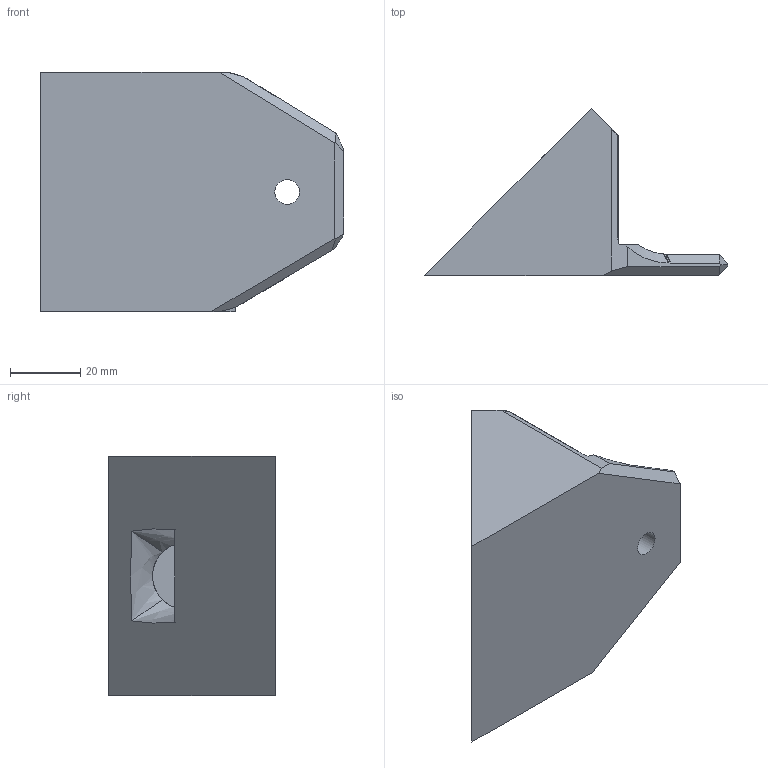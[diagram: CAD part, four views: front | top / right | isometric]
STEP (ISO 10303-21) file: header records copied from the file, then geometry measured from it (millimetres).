
FILE_DESCRIPTION(/* description */ (''),/* implementation_level */ '2;1');
FILE_NAME(/* name */ 'solar-panel-mount-v2.5.step',/* time_stamp */ '2023-05-04T14:56:37-04:00',/* author */ (''),/* organization */ (''),/* preprocessor_version */ 'ST-DEVELOPER v19.2',/* originating_system */ 'Autodesk Translation Framework v12.4.0.73',/* authorisation */ '');
FILE_SCHEMA (('AUTOMOTIVE_DESIGN { 1 0 10303 214 3 1 1 }'));
Length unit declared in the file: millimetre
Products named in the file (1): solar-panel-mount-v3
Bounding box: 86.01 x 47.38 x 68 mm (x, y, z)
Volume: 95603.8 mm3; surface area: 19443 mm2
Topology: 1 solids, 1 shells, 82 faces, 220 edges, 138 vertices
Faces by surface type: bspline 38, plane 36, cylinder 6, torus 2
Full cylindrical faces by diameter (mm): 7 x1
Entity records: 4366 total; most frequent: CARTESIAN_POINT 2574, ORIENTED_EDGE 436, DIRECTION 237, EDGE_CURVE 218, VERTEX_POINT 138, LINE 113, VECTOR 113, B_SPLINE_CURVE_WITH_KNOTS 88
